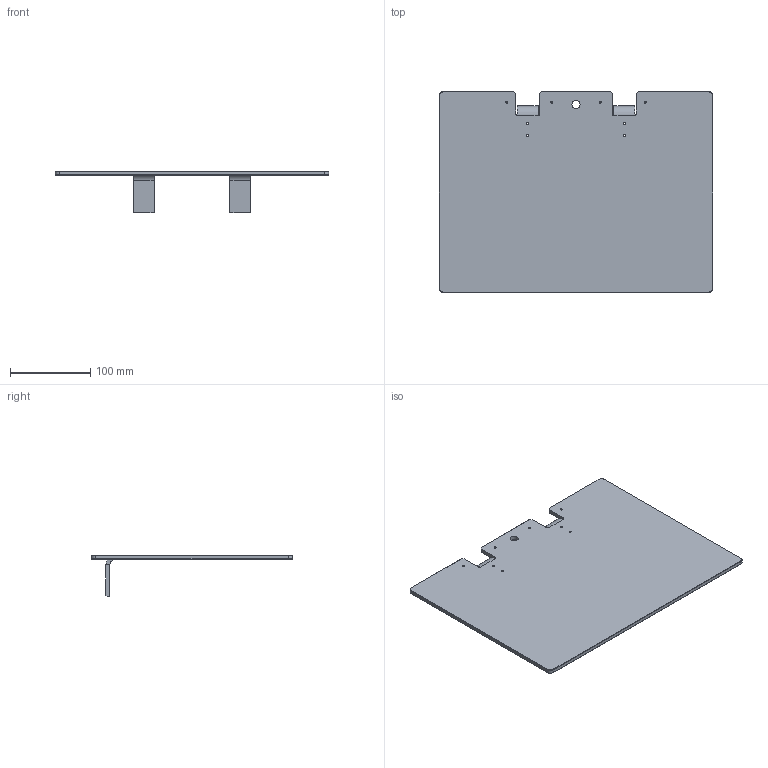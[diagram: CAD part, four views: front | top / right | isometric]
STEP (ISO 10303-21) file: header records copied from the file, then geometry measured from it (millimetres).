
FILE_DESCRIPTION(('FreeCAD Model'),'2;1');
FILE_NAME('Open CASCADE Shape Model','2024-04-15T18:22:06',(''),(''), 'Open CASCADE STEP processor 7.6','FreeCAD','Unknown');
FILE_SCHEMA(('AUTOMOTIVE_DESIGN { 1 0 10303 214 1 1 1 1 }'));
Length unit declared in the file: millimetre
Products named in the file (1): Plateau
Bounding box: 340 x 250 x 52 mm (x, y, z)
Volume: 429085.9 mm3; surface area: 179045.5 mm2
Topology: 1 solids, 1 shells, 73 faces, 181 edges, 110 vertices
Faces by surface type: plane 44, cylinder 21, cone 8
Full cylindrical faces by diameter (mm): 2.5 x8, 10 x1
Entity records: 2187 total; most frequent: DIRECTION 379, CARTESIAN_POINT 365, ORIENTED_EDGE 362, EDGE_CURVE 181, LINE 131, VECTOR 131, AXIS2_PLACEMENT_3D 124, VERTEX_POINT 110
